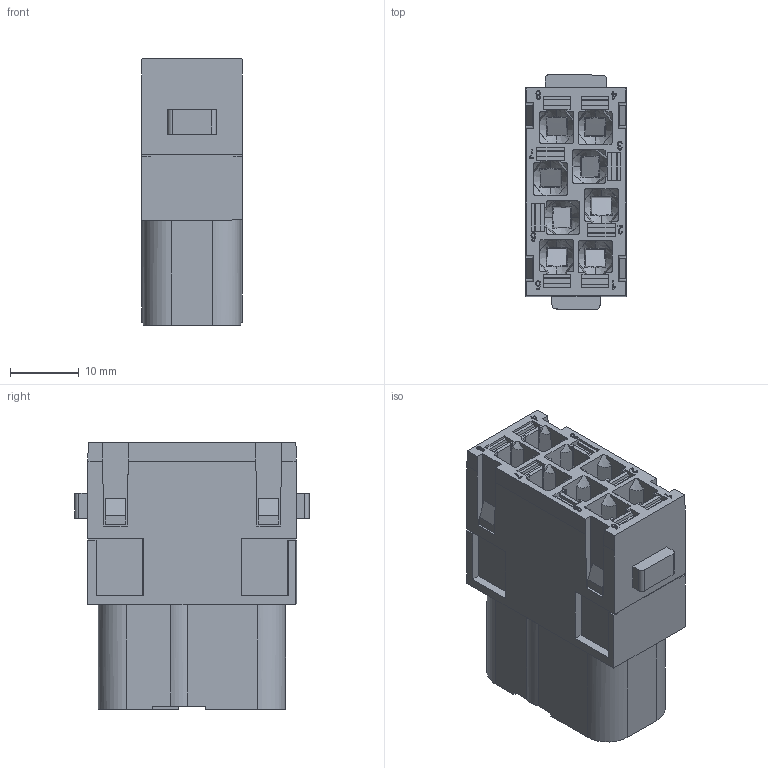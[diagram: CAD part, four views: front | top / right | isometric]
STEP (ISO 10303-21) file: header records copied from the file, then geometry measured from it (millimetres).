
FILE_DESCRIPTION(('CATIA V5 STEP Exchange','CAx-IF Rec.Pracs.--- Model Styling and Organization---1.4--- 2014-01-23'),'2;1');
FILE_NAME ('1255381-1_1', '2021-01-28T12:28:01+00:00', ('none'), ('Weidmueller'), 'CATIA Version 5-6 Release 2016 SP3 HF44', 'CATIA V5 STEP AP214', 'none');
FILE_SCHEMA(('AUTOMOTIVE_DESIGN { 1 0 10303 214 1 1 1 1 }'));
Length unit declared in the file: millimetre
Products named in the file (1): 2748440000
Bounding box: 14.6 x 34.16 x 38.85 mm (x, y, z)
Volume: 10272.4 mm3; surface area: 12175.7 mm2
Topology: 17 solids, 17 shells, 1144 faces, 3202 edges, 2106 vertices
Faces by surface type: plane 996, cone 72, cylinder 36, sphere 32, extrusion 8
Entity records: 37388 total; most frequent: CARTESIAN_POINT 9052, ORIENTED_EDGE 6340, DIRECTION 4960, EDGE_CURVE 3170, VECTOR 2696, LINE 2688, VERTEX_POINT 2106, AXIS2_PLACEMENT_3D 1200
